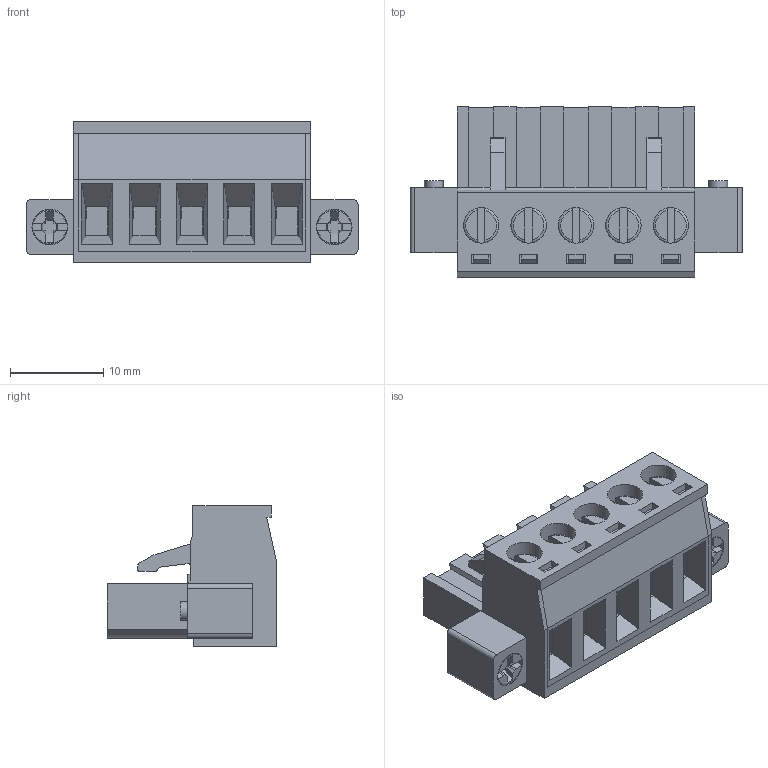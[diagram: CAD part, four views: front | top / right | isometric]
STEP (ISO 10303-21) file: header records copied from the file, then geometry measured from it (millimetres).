
FILE_DESCRIPTION( ( 'Unknown' ), '1' );
FILE_NAME( '691340500005.stp', 'Unknown', ( 'Unknown' ), ( 'Unknown' ), 'PSStep 18.0.17', 'Unknown', ' ' );
FILE_SCHEMA( ( 'AUTOMOTIVE_DESIGN { 1 0 10303 214 1 1 1 1 }' ) );
Length unit declared in the file: millimetre
Products named in the file (7): Assem1; 6913405000xx_CAGE; 6913405000xx_PIN; 6913405000xx_VIS; 6913405000xx_VIS flange; 691340500005; 691340500005_CAPOT
Assembly tree (19 placements, depth 2):
  Assem1
    6913405000xx_CAGE  x5
    6913405000xx_PIN  x5
    6913405000xx_VIS  x5
    6913405000xx_VIS flange  x2
    691340500005
    691340500005_CAPOT
Bounding box: 35.56 x 18.2 x 15.1 mm (x, y, z)
Volume: 3319.3 mm3; surface area: 8574.2 mm2
Topology: 19 solids, 19 shells, 1265 faces, 3434 edges, 2245 vertices
Faces by surface type: plane 935, cylinder 297, torus 21, cone 12
Full cylindrical faces by diameter (mm): 1.5 x5, 2 x2, 2.2 x5, 2.4 x2, 2.5 x7, 2.9 x5, 2.95 x5, 3 x5, 3.8 x14
Entity records: 28804 total; most frequent: CARTESIAN_POINT 4099, ORIENTED_EDGE 3878, DIRECTION 3682, EDGE_CURVE 1939, LINE 1682, VECTOR 1682, VERTEX_POINT 1285, AXIS2_PLACEMENT_3D 1000
